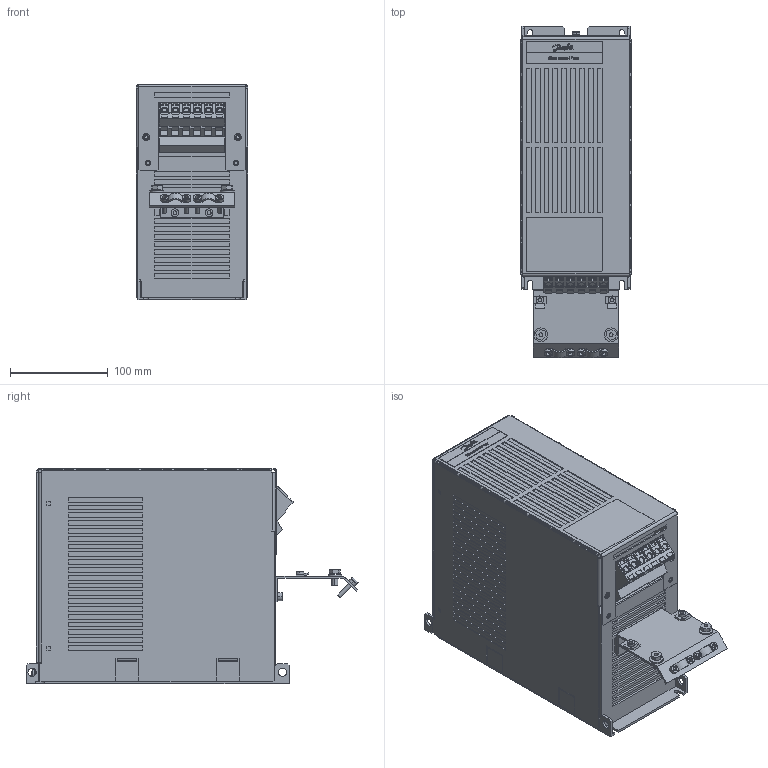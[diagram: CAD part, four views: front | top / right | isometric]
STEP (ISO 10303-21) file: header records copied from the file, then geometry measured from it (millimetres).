
FILE_DESCRIPTION((''),'2;1');
FILE_NAME('PRT0003','2023-04-12T12:16:01',('U388355'),('Danfoss Power Electronics'),'CREO PARAMETRIC BY PTC INC, 2020342','CREO PARAMETRIC BY PTC INC, 2020342','');
FILE_SCHEMA(('CONFIG_CONTROL_DESIGN','GEOMETRIC_VALIDATION_PROPERTIES_MIM'));
Products named in the file (1): PRT0003
Bounding box: 114 x 340.5 x 221.51 mm (x, y, z)
Volume: 5867197 mm3; surface area: 408406.8 mm2
Topology: 4 solids, 27 shells, 1458 faces, 4176 edges, 2884 vertices
Faces by surface type: plane 1243, cylinder 193, cone 16, sphere 2, torus 2, extrusion 2
Entity records: 62675 total; most frequent: CARTESIAN_POINT 9453, ORIENTED_EDGE 8044, DIRECTION 7422, EDGE_CURVE 4174, VECTOR 3402, LINE 3400, VERTEX_POINT 2884, FILL_AREA_STYLE_COLOUR 2139
